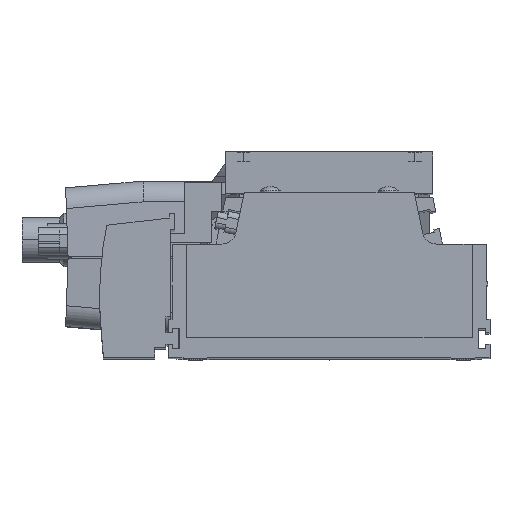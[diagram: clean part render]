
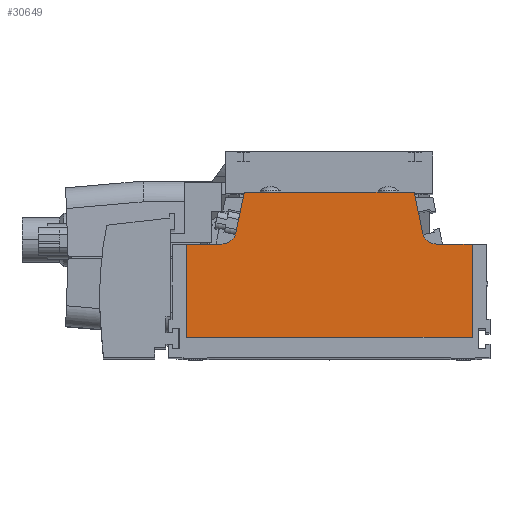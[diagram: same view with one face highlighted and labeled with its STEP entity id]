
A CAD part, top view. The second image highlights one B-rep face of the part: STEP entity #30649.
In plain terms, the highlighted planar face has unit normal (0, 0, 1).
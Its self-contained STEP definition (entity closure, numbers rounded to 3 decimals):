
#749 = ORIENTED_EDGE ( 'NONE', *, *, #22197, .F. ) ;
#889 = CARTESIAN_POINT ( 'NONE',  ( -40., -23.13, 322.5 ) ) ;
#1416 = DIRECTION ( 'NONE',  ( 0., -1., 0. ) ) ;
#2343 = VERTEX_POINT ( 'NONE', #11772 ) ;
#2595 = CARTESIAN_POINT ( 'NONE',  ( 23.784, 17.45, 322.5 ) ) ;
#2720 = DIRECTION ( 'NONE',  ( 0.204, 0.979, 0. ) ) ;
#3009 = VECTOR ( 'NONE', #1416, 1000. ) ;
#3974 = CARTESIAN_POINT ( 'NONE',  ( -23.784, 17.45, 322.5 ) ) ;
#5449 = VECTOR ( 'NONE', #22240, 1000. ) ;
#5523 = CARTESIAN_POINT ( 'NONE',  ( 40., 3., 322.5 ) ) ;
#6160 = EDGE_CURVE ( 'NONE', #2343, #21662, #28340, .T. ) ;
#7070 = ORIENTED_EDGE ( 'NONE', *, *, #16947, .T. ) ;
#7559 = LINE ( 'NONE', #17620, #26770 ) ;
#7678 = DIRECTION ( 'NONE',  ( -1., 0., 0. ) ) ;
#9056 = CARTESIAN_POINT ( 'NONE',  ( 30.049, 7., 322.5 ) ) ;
#10450 = DIRECTION ( 'NONE',  ( 0., 0., -1. ) ) ;
#10729 = CARTESIAN_POINT ( 'NONE',  ( -40., 3., 322.5 ) ) ;
#10897 = CARTESIAN_POINT ( 'NONE',  ( -40., -23.13, 322.5 ) ) ;
#11772 = CARTESIAN_POINT ( 'NONE',  ( -23.784, 17.45, 322.5 ) ) ;
#12381 = CARTESIAN_POINT ( 'NONE',  ( -40., 84.488, 322.5 ) ) ;
#12678 = ORIENTED_EDGE ( 'NONE', *, *, #23576, .T. ) ;
#12849 = CARTESIAN_POINT ( 'NONE',  ( 40., -23.13, 322.5 ) ) ;
#12854 = DIRECTION ( 'NONE',  ( 0.204, -0.979, 0. ) ) ;
#13444 = VERTEX_POINT ( 'NONE', #12849 ) ;
#13903 = DIRECTION ( 'NONE',  ( 1., 0., 0. ) ) ;
#13999 = VERTEX_POINT ( 'NONE', #889 ) ;
#14006 = CARTESIAN_POINT ( 'NONE',  ( -40., 3., 322.5 ) ) ;
#14462 = CARTESIAN_POINT ( 'NONE',  ( 23.784, 17.45, 322.5 ) ) ;
#14675 = VERTEX_POINT ( 'NONE', #10729 ) ;
#14806 = LINE ( 'NONE', #2595, #30880 ) ;
#15418 = VERTEX_POINT ( 'NONE', #28485 ) ;
#15943 = EDGE_CURVE ( 'NONE', #21662, #15418, #14806, .T. ) ;
#16547 = VERTEX_POINT ( 'NONE', #23962 ) ;
#16947 = EDGE_CURVE ( 'NONE', #19992, #14675, #26321, .T. ) ;
#17260 = EDGE_CURVE ( 'NONE', #14675, #13999, #27923, .T. ) ;
#17292 = EDGE_CURVE ( 'NONE', #13444, #13999, #25790, .T. ) ;
#17620 = CARTESIAN_POINT ( 'NONE',  ( -40., 3., 322.5 ) ) ;
#17763 = ORIENTED_EDGE ( 'NONE', *, *, #27710, .T. ) ;
#17767 = ORIENTED_EDGE ( 'NONE', *, *, #20995, .T. ) ;
#17894 = CARTESIAN_POINT ( 'NONE',  ( -30.049, 7., 322.5 ) ) ;
#17941 = DIRECTION ( 'NONE',  ( -1., 0., 0. ) ) ;
#18033 = VECTOR ( 'NONE', #2720, 1000. ) ;
#19658 = DIRECTION ( 'NONE',  ( 0., 0., -1. ) ) ;
#19992 = VERTEX_POINT ( 'NONE', #20642 ) ;
#20642 = CARTESIAN_POINT ( 'NONE',  ( -30.049, 3., 322.5 ) ) ;
#20668 = CIRCLE ( 'NONE', #30019, 4. ) ;
#20767 = DIRECTION ( 'NONE',  ( 0., 0., -1. ) ) ;
#20995 = EDGE_CURVE ( 'NONE', #16547, #19992, #28353, .T. ) ;
#21662 = VERTEX_POINT ( 'NONE', #14462 ) ;
#22086 = PLANE ( 'NONE',  #24597 ) ;
#22197 = EDGE_CURVE ( 'NONE', #16547, #2343, #27256, .T. ) ;
#22240 = DIRECTION ( 'NONE',  ( 0., -1., 0. ) ) ;
#22435 = EDGE_CURVE ( 'NONE', #30802, #13444, #23641, .T. ) ;
#22661 = ORIENTED_EDGE ( 'NONE', *, *, #22435, .F. ) ;
#23576 = EDGE_CURVE ( 'NONE', #24752, #15418, #20668, .T. ) ;
#23641 = LINE ( 'NONE', #24128, #3009 ) ;
#23962 = CARTESIAN_POINT ( 'NONE',  ( -26.133, 6.184, 322.5 ) ) ;
#23968 = DIRECTION ( 'NONE',  ( -1., 0., 0. ) ) ;
#24128 = CARTESIAN_POINT ( 'NONE',  ( 40., 84.488, 322.5 ) ) ;
#24597 = AXIS2_PLACEMENT_3D ( 'NONE', #26818, #19658, #27141 ) ;
#24752 = VERTEX_POINT ( 'NONE', #27768 ) ;
#25091 = ORIENTED_EDGE ( 'NONE', *, *, #17260, .T. ) ;
#25163 = VECTOR ( 'NONE', #28412, 1000. ) ;
#25232 = AXIS2_PLACEMENT_3D ( 'NONE', #17894, #10450, #7678 ) ;
#25790 = LINE ( 'NONE', #10897, #25163 ) ;
#26247 = EDGE_LOOP ( 'NONE', ( #22661, #17763, #12678, #32006, #26542, #749, #17767, #7070, #25091, #30774 ) ) ;
#26321 = LINE ( 'NONE', #14006, #30853 ) ;
#26542 = ORIENTED_EDGE ( 'NONE', *, *, #6160, .F. ) ;
#26770 = VECTOR ( 'NONE', #17941, 1000. ) ;
#26818 = CARTESIAN_POINT ( 'NONE',  ( -40., 84.488, 322.5 ) ) ;
#26968 = DIRECTION ( 'NONE',  ( -1., 0., 0. ) ) ;
#27141 = DIRECTION ( 'NONE',  ( -1., 0., 0. ) ) ;
#27256 = LINE ( 'NONE', #29692, #18033 ) ;
#27710 = EDGE_CURVE ( 'NONE', #30802, #24752, #7559, .T. ) ;
#27768 = CARTESIAN_POINT ( 'NONE',  ( 30.049, 3., 322.5 ) ) ;
#27923 = LINE ( 'NONE', #12381, #5449 ) ;
#28340 = LINE ( 'NONE', #3974, #30090 ) ;
#28353 = CIRCLE ( 'NONE', #25232, 4. ) ;
#28412 = DIRECTION ( 'NONE',  ( -1., 0., 0. ) ) ;
#28485 = CARTESIAN_POINT ( 'NONE',  ( 26.133, 6.184, 322.5 ) ) ;
#29692 = CARTESIAN_POINT ( 'NONE',  ( -26.797, 3., 322.5 ) ) ;
#29888 = FACE_OUTER_BOUND ( 'NONE', #26247, .T. ) ;
#30019 = AXIS2_PLACEMENT_3D ( 'NONE', #9056, #20767, #23968 ) ;
#30090 = VECTOR ( 'NONE', #13903, 1000. ) ;
#30649 = ADVANCED_FACE ( 'NONE', ( #29888 ), #22086, .F. ) ;
#30774 = ORIENTED_EDGE ( 'NONE', *, *, #17292, .F. ) ;
#30802 = VERTEX_POINT ( 'NONE', #5523 ) ;
#30853 = VECTOR ( 'NONE', #26968, 1000. ) ;
#30880 = VECTOR ( 'NONE', #12854, 1000. ) ;
#32006 = ORIENTED_EDGE ( 'NONE', *, *, #15943, .F. ) ;
